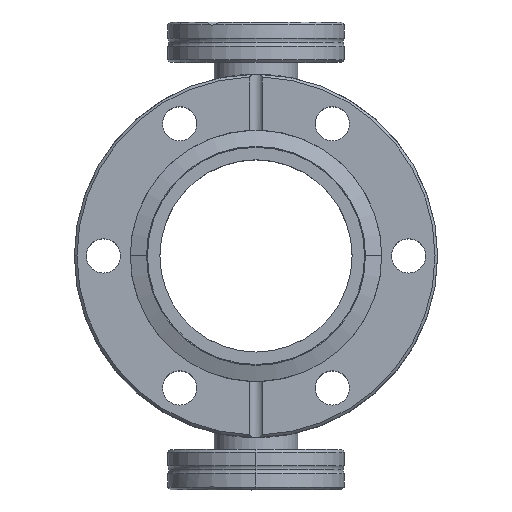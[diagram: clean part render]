
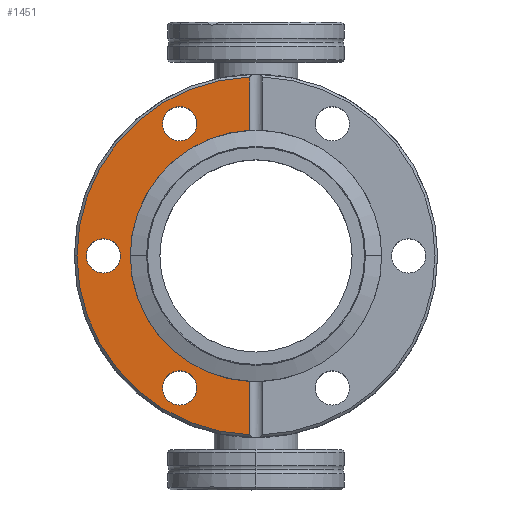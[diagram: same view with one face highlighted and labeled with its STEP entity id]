
A CAD part, top view. The second image highlights one B-rep face of the part: STEP entity #1451.
In plain terms, the highlighted planar face has unit normal (0, 0, 1).
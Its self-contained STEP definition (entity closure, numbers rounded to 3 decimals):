
#37 = CARTESIAN_POINT ( 'NONE',  ( -1.2, -24.17, 0. ) ) ;
#104 = DIRECTION ( 'NONE',  ( 1., 0., 0. ) ) ;
#114 = DIRECTION ( 'NONE',  ( 0., 0., 1. ) ) ;
#122 = CARTESIAN_POINT ( 'NONE',  ( -1.2, -34.429, 0. ) ) ;
#123 = CARTESIAN_POINT ( 'NONE',  ( -29.35, 0., 0. ) ) ;
#148 = ORIENTED_EDGE ( 'NONE', *, *, #1889, .T. ) ;
#251 = DIRECTION ( 'NONE',  ( 1., 0., 0. ) ) ;
#253 = DIRECTION ( 'NONE',  ( 0., 0., 1. ) ) ;
#271 = CARTESIAN_POINT ( 'NONE',  ( -14.675, -25.418, 0. ) ) ;
#317 = CARTESIAN_POINT ( 'NONE',  ( 0., 18.5, 0. ) ) ;
#371 = ORIENTED_EDGE ( 'NONE', *, *, #4857, .F. ) ;
#421 = CARTESIAN_POINT ( 'NONE',  ( -26.05, 0., 0. ) ) ;
#463 = PLANE ( 'NONE',  #6989 ) ;
#525 = DIRECTION ( 'NONE',  ( -1., 0., 0. ) ) ;
#528 = FACE_BOUND ( 'NONE', #5746, .T. ) ;
#598 = DIRECTION ( 'NONE',  ( 0., 0., -1. ) ) ;
#631 = DIRECTION ( 'NONE',  ( 0., 0., -1. ) ) ;
#877 = VERTEX_POINT ( 'NONE', #1607 ) ;
#947 = AXIS2_PLACEMENT_3D ( 'NONE', #271, #253, #251 ) ;
#1007 = CARTESIAN_POINT ( 'NONE',  ( -24.2, 0., 0. ) ) ;
#1017 = CIRCLE ( 'NONE', #4244, 34.45 ) ;
#1108 = VERTEX_POINT ( 'NONE', #4797 ) ;
#1342 = VERTEX_POINT ( 'NONE', #122 ) ;
#1451 = ADVANCED_FACE ( 'NONE', ( #528, #4984, #4160, #5649 ), #463, .F. ) ;
#1493 = AXIS2_PLACEMENT_3D ( 'NONE', #3101, #3061, #2848 ) ;
#1547 = VERTEX_POINT ( 'NONE', #421 ) ;
#1607 = CARTESIAN_POINT ( 'NONE',  ( -11.375, -25.418, 0. ) ) ;
#1675 = DIRECTION ( 'NONE',  ( 0., 1., 0. ) ) ;
#1725 = DIRECTION ( 'NONE',  ( 1., 0., 0. ) ) ;
#1798 = CIRCLE ( 'NONE', #2025, 3.3 ) ;
#1800 = ORIENTED_EDGE ( 'NONE', *, *, #3590, .T. ) ;
#1889 = EDGE_CURVE ( 'NONE', #1342, #3146, #4033, .T. ) ;
#1994 = CARTESIAN_POINT ( 'NONE',  ( -17.975, -25.418, 0. ) ) ;
#2025 = AXIS2_PLACEMENT_3D ( 'NONE', #2164, #2158, #2149 ) ;
#2149 = DIRECTION ( 'NONE',  ( 1., 0., 0. ) ) ;
#2158 = DIRECTION ( 'NONE',  ( 0., 0., 1. ) ) ;
#2164 = CARTESIAN_POINT ( 'NONE',  ( -14.675, -25.418, 0. ) ) ;
#2248 = AXIS2_PLACEMENT_3D ( 'NONE', #2392, #2384, #2383 ) ;
#2301 = CIRCLE ( 'NONE', #3233, 3.3 ) ;
#2316 = AXIS2_PLACEMENT_3D ( 'NONE', #123, #114, #104 ) ;
#2383 = DIRECTION ( 'NONE',  ( 1., 0., 0. ) ) ;
#2384 = DIRECTION ( 'NONE',  ( 0., 0., 1. ) ) ;
#2392 = CARTESIAN_POINT ( 'NONE',  ( -29.35, 0., 0. ) ) ;
#2399 = VECTOR ( 'NONE', #1675, 1000. ) ;
#2603 = AXIS2_PLACEMENT_3D ( 'NONE', #4361, #631, #2702 ) ;
#2702 = DIRECTION ( 'NONE',  ( -1., 0., 0. ) ) ;
#2713 = EDGE_CURVE ( 'NONE', #1342, #4028, #1017, .T. ) ;
#2848 = DIRECTION ( 'NONE',  ( -1., 0., 0. ) ) ;
#2995 = ORIENTED_EDGE ( 'NONE', *, *, #3176, .T. ) ;
#3061 = DIRECTION ( 'NONE',  ( 0., 0., -1. ) ) ;
#3077 = DIRECTION ( 'NONE',  ( 1., 0., 0. ) ) ;
#3086 = DIRECTION ( 'NONE',  ( 0., 0., 1. ) ) ;
#3101 = CARTESIAN_POINT ( 'NONE',  ( 0., 0., 0. ) ) ;
#3105 = EDGE_CURVE ( 'NONE', #877, #6722, #4397, .T. ) ;
#3106 = CARTESIAN_POINT ( 'NONE',  ( -14.675, 25.418, 0. ) ) ;
#3124 = EDGE_CURVE ( 'NONE', #1547, #3536, #3765, .T. ) ;
#3136 = EDGE_CURVE ( 'NONE', #5412, #4594, #5297, .T. ) ;
#3146 = VERTEX_POINT ( 'NONE', #37 ) ;
#3148 = ORIENTED_EDGE ( 'NONE', *, *, #4696, .F. ) ;
#3150 = EDGE_CURVE ( 'NONE', #1108, #6945, #3850, .T. ) ;
#3176 = EDGE_CURVE ( 'NONE', #4594, #6358, #7136, .T. ) ;
#3181 = EDGE_CURVE ( 'NONE', #4028, #6358, #6051, .T. ) ;
#3233 = AXIS2_PLACEMENT_3D ( 'NONE', #3106, #3086, #3077 ) ;
#3416 = EDGE_LOOP ( 'NONE', ( #7213, #371 ) ) ;
#3492 = CARTESIAN_POINT ( 'NONE',  ( -1.2, 24.17, 0. ) ) ;
#3536 = VERTEX_POINT ( 'NONE', #6496 ) ;
#3590 = EDGE_CURVE ( 'NONE', #3146, #5412, #6755, .T. ) ;
#3682 = DIRECTION ( 'NONE',  ( -1., 0., 0. ) ) ;
#3708 = DIRECTION ( 'NONE',  ( 0., 0., -1. ) ) ;
#3723 = CARTESIAN_POINT ( 'NONE',  ( 0., 0., 0. ) ) ;
#3765 = CIRCLE ( 'NONE', #2316, 3.3 ) ;
#3849 = AXIS2_PLACEMENT_3D ( 'NONE', #5952, #5942, #5940 ) ;
#3850 = CIRCLE ( 'NONE', #7325, 3.3 ) ;
#4028 = VERTEX_POINT ( 'NONE', #4702 ) ;
#4033 = LINE ( 'NONE', #5627, #2399 ) ;
#4153 = VECTOR ( 'NONE', #4398, 1000. ) ;
#4160 = FACE_BOUND ( 'NONE', #4227, .T. ) ;
#4164 = ORIENTED_EDGE ( 'NONE', *, *, #3150, .F. ) ;
#4227 = EDGE_LOOP ( 'NONE', ( #4164, #3148 ) ) ;
#4244 = AXIS2_PLACEMENT_3D ( 'NONE', #3723, #3708, #3682 ) ;
#4361 = CARTESIAN_POINT ( 'NONE',  ( 0., 0., 0. ) ) ;
#4397 = CIRCLE ( 'NONE', #947, 3.3 ) ;
#4398 = DIRECTION ( 'NONE',  ( 0., 1., 0. ) ) ;
#4594 = VERTEX_POINT ( 'NONE', #3492 ) ;
#4696 = EDGE_CURVE ( 'NONE', #6945, #1108, #2301, .T. ) ;
#4702 = CARTESIAN_POINT ( 'NONE',  ( -34.45, 0., 0. ) ) ;
#4729 = CIRCLE ( 'NONE', #2248, 3.3 ) ;
#4797 = CARTESIAN_POINT ( 'NONE',  ( -11.375, 25.418, 0. ) ) ;
#4857 = EDGE_CURVE ( 'NONE', #3536, #1547, #4729, .T. ) ;
#4961 = ORIENTED_EDGE ( 'NONE', *, *, #2713, .F. ) ;
#4984 = FACE_BOUND ( 'NONE', #3416, .T. ) ;
#5005 = EDGE_CURVE ( 'NONE', #6722, #877, #1798, .T. ) ;
#5028 = ORIENTED_EDGE ( 'NONE', *, *, #3105, .F. ) ;
#5220 = ORIENTED_EDGE ( 'NONE', *, *, #3136, .T. ) ;
#5297 = CIRCLE ( 'NONE', #2603, 24.2 ) ;
#5412 = VERTEX_POINT ( 'NONE', #1007 ) ;
#5627 = CARTESIAN_POINT ( 'NONE',  ( -1.2, -34.95, 0. ) ) ;
#5649 = FACE_OUTER_BOUND ( 'NONE', #6923, .T. ) ;
#5746 = EDGE_LOOP ( 'NONE', ( #5028, #6140 ) ) ;
#5902 = CARTESIAN_POINT ( 'NONE',  ( -14.675, 25.418, 0. ) ) ;
#5940 = DIRECTION ( 'NONE',  ( -1., 0., 0. ) ) ;
#5942 = DIRECTION ( 'NONE',  ( 0., 0., -1. ) ) ;
#5952 = CARTESIAN_POINT ( 'NONE',  ( 0., 0., 0. ) ) ;
#6051 = CIRCLE ( 'NONE', #1493, 34.45 ) ;
#6140 = ORIENTED_EDGE ( 'NONE', *, *, #5005, .F. ) ;
#6158 = ORIENTED_EDGE ( 'NONE', *, *, #3181, .F. ) ;
#6303 = CARTESIAN_POINT ( 'NONE',  ( -1.2, 34.429, 0. ) ) ;
#6358 = VERTEX_POINT ( 'NONE', #6303 ) ;
#6496 = CARTESIAN_POINT ( 'NONE',  ( -32.65, 0., 0. ) ) ;
#6722 = VERTEX_POINT ( 'NONE', #1994 ) ;
#6740 = CARTESIAN_POINT ( 'NONE',  ( -1.2, -34.95, 0. ) ) ;
#6755 = CIRCLE ( 'NONE', #3849, 24.2 ) ;
#6923 = EDGE_LOOP ( 'NONE', ( #4961, #148, #1800, #5220, #2995, #6158 ) ) ;
#6945 = VERTEX_POINT ( 'NONE', #7186 ) ;
#6989 = AXIS2_PLACEMENT_3D ( 'NONE', #317, #598, #525 ) ;
#7023 = DIRECTION ( 'NONE',  ( 0., 0., 1. ) ) ;
#7136 = LINE ( 'NONE', #6740, #4153 ) ;
#7186 = CARTESIAN_POINT ( 'NONE',  ( -17.975, 25.418, 0. ) ) ;
#7213 = ORIENTED_EDGE ( 'NONE', *, *, #3124, .F. ) ;
#7325 = AXIS2_PLACEMENT_3D ( 'NONE', #5902, #7023, #1725 ) ;
